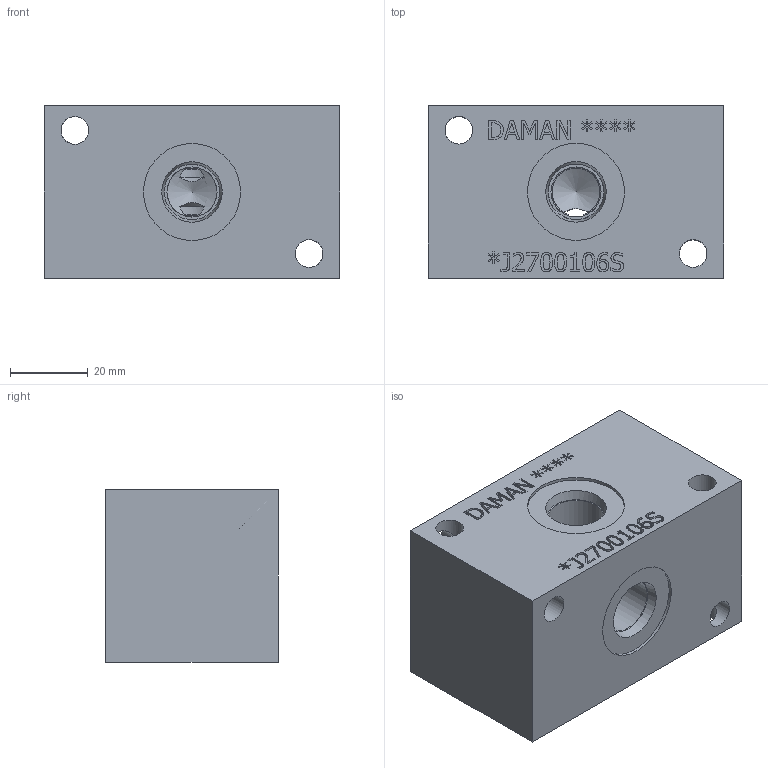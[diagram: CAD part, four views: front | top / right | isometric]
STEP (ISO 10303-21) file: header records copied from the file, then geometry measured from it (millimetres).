
FILE_DESCRIPTION(/* description */ (''),/* implementation_level */ '2;1');
FILE_NAME(/* name */ '_J2700106S.stp',/* time_stamp */ '2020-06-17T08:20:23-04:00',/* author */ ('alexanderw'),/* organization */ (''),/* preprocessor_version */ 'ST-DEVELOPER v17',/* originating_system */ 'Autodesk Inventor 2019',/* authorisation */ '');
FILE_SCHEMA (('AUTOMOTIVE_DESIGN { 1 0 10303 214 3 1 1 }'));
Length unit declared in the file: millimetre
Products named in the file (1): Part_+J2700106S_3D
Bounding box: 76.2 x 44.45 x 44.45 mm (x, y, z)
Volume: 134423.4 mm3; surface area: 23463.5 mm2
Topology: 1 solids, 1 shells, 344 faces, 952 edges, 634 vertices
Faces by surface type: plane 215, bspline 96, cylinder 22, cone 11
Full cylindrical faces by diameter (mm): 7.137 x8, 12.9 x1, 12.903 x2, 14.275 x3, 14.529 x3, 25.019 x3
Entity records: 11788 total; most frequent: CARTESIAN_POINT 3249, ORIENTED_EDGE 1898, DIRECTION 1318, EDGE_CURVE 949, LINE 668, VECTOR 668, VERTEX_POINT 634, EDGE_LOOP 387
